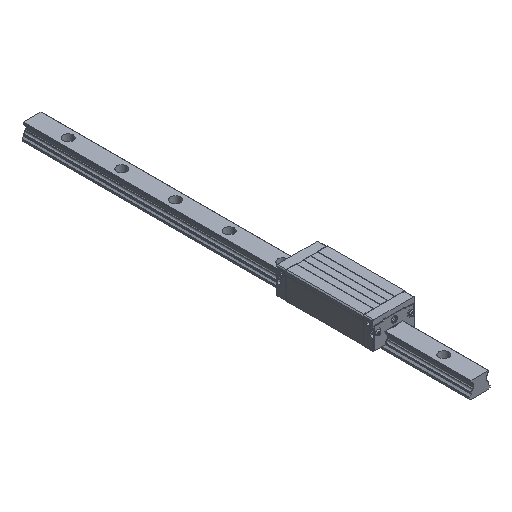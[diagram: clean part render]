
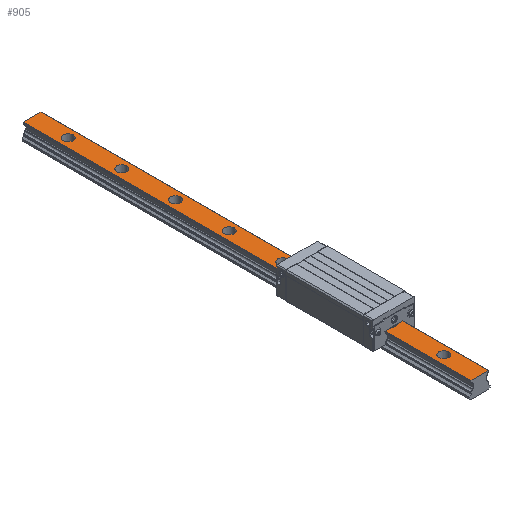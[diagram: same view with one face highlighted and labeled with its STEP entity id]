
A CAD part, isometric view. The second image highlights one B-rep face of the part: STEP entity #905.
In plain terms, the highlighted planar face has unit normal (0, 0, 1).
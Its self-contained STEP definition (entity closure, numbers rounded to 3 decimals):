
#905=ADVANCED_FACE('',(#2496,#2497,#2498,#2499,#2500,#2501,#2502,#2503,#2504),#2505,.T.);
#2496=FACE_BOUND('',#4844,.T.);
#2497=FACE_BOUND('',#4845,.T.);
#2498=FACE_BOUND('',#4846,.T.);
#2499=FACE_BOUND('',#4847,.T.);
#2500=FACE_BOUND('',#4848,.T.);
#2501=FACE_BOUND('',#4849,.T.);
#2502=FACE_BOUND('',#4850,.T.);
#2503=FACE_BOUND('',#4851,.T.);
#2504=FACE_OUTER_BOUND('',#4852,.T.);
#2505=PLANE('',#4853);
#4844=EDGE_LOOP('',(#7460,#7461));
#4845=EDGE_LOOP('',(#7462,#7463));
#4846=EDGE_LOOP('',(#7464,#7465));
#4847=EDGE_LOOP('',(#7466,#7467));
#4848=EDGE_LOOP('',(#7468,#7469));
#4849=EDGE_LOOP('',(#7470,#7471));
#4850=EDGE_LOOP('',(#7472,#7473));
#4851=EDGE_LOOP('',(#7474,#7475));
#4852=EDGE_LOOP('',(#7476,#7477,#7478,#7479));
#4853=AXIS2_PLACEMENT_3D('',#7480,#7481,#7482);
#7460=ORIENTED_EDGE('',*,*,#13743,.T.);
#7461=ORIENTED_EDGE('',*,*,#13729,.T.);
#7462=ORIENTED_EDGE('',*,*,#13750,.T.);
#7463=ORIENTED_EDGE('',*,*,#13719,.T.);
#7464=ORIENTED_EDGE('',*,*,#13757,.T.);
#7465=ORIENTED_EDGE('',*,*,#13709,.T.);
#7466=ORIENTED_EDGE('',*,*,#13764,.T.);
#7467=ORIENTED_EDGE('',*,*,#13699,.T.);
#7468=ORIENTED_EDGE('',*,*,#13771,.T.);
#7469=ORIENTED_EDGE('',*,*,#13689,.T.);
#7470=ORIENTED_EDGE('',*,*,#13778,.T.);
#7471=ORIENTED_EDGE('',*,*,#13679,.T.);
#7472=ORIENTED_EDGE('',*,*,#13785,.T.);
#7473=ORIENTED_EDGE('',*,*,#13669,.T.);
#7474=ORIENTED_EDGE('',*,*,#13792,.T.);
#7475=ORIENTED_EDGE('',*,*,#13659,.T.);
#7476=ORIENTED_EDGE('',*,*,#13874,.T.);
#7477=ORIENTED_EDGE('',*,*,#13875,.F.);
#7478=ORIENTED_EDGE('',*,*,#13876,.F.);
#7479=ORIENTED_EDGE('',*,*,#13871,.T.);
#7480=CARTESIAN_POINT('',(0.0,0.,18.7));
#7481=DIRECTION('',(-0.0,0.,1.0));
#7482=DIRECTION('',(1.0,0.0,0.0));
#13659=EDGE_CURVE('',#16280,#16277,#16281,.T.);
#13669=EDGE_CURVE('',#16298,#16295,#16299,.T.);
#13679=EDGE_CURVE('',#16316,#16313,#16317,.T.);
#13689=EDGE_CURVE('',#16334,#16331,#16335,.T.);
#13699=EDGE_CURVE('',#16352,#16349,#16353,.T.);
#13709=EDGE_CURVE('',#16370,#16367,#16371,.T.);
#13719=EDGE_CURVE('',#16388,#16385,#16389,.T.);
#13729=EDGE_CURVE('',#16406,#16403,#16407,.T.);
#13743=EDGE_CURVE('',#16403,#16406,#16426,.T.);
#13750=EDGE_CURVE('',#16385,#16388,#16433,.T.);
#13757=EDGE_CURVE('',#16367,#16370,#16440,.T.);
#13764=EDGE_CURVE('',#16349,#16352,#16447,.T.);
#13771=EDGE_CURVE('',#16331,#16334,#16454,.T.);
#13778=EDGE_CURVE('',#16313,#16316,#16461,.T.);
#13785=EDGE_CURVE('',#16295,#16298,#16468,.T.);
#13792=EDGE_CURVE('',#16277,#16280,#16475,.T.);
#13871=EDGE_CURVE('',#16593,#16591,#16594,.T.);
#13874=EDGE_CURVE('',#16591,#16597,#16598,.T.);
#13875=EDGE_CURVE('',#16599,#16597,#16600,.T.);
#13876=EDGE_CURVE('',#16593,#16599,#16601,.T.);
#16277=VERTEX_POINT('',#20108);
#16280=VERTEX_POINT('',#20112);
#16281=CIRCLE('',#20113,5.5);
#16295=VERTEX_POINT('',#20130);
#16298=VERTEX_POINT('',#20134);
#16299=CIRCLE('',#20135,5.5);
#16313=VERTEX_POINT('',#20152);
#16316=VERTEX_POINT('',#20156);
#16317=CIRCLE('',#20157,5.5);
#16331=VERTEX_POINT('',#20174);
#16334=VERTEX_POINT('',#20178);
#16335=CIRCLE('',#20179,5.5);
#16349=VERTEX_POINT('',#20196);
#16352=VERTEX_POINT('',#20200);
#16353=CIRCLE('',#20201,5.5);
#16367=VERTEX_POINT('',#20218);
#16370=VERTEX_POINT('',#20222);
#16371=CIRCLE('',#20223,5.5);
#16385=VERTEX_POINT('',#20240);
#16388=VERTEX_POINT('',#20244);
#16389=CIRCLE('',#20245,5.5);
#16403=VERTEX_POINT('',#20262);
#16406=VERTEX_POINT('',#20266);
#16407=CIRCLE('',#20267,5.5);
#16426=CIRCLE('',#20289,5.5);
#16433=CIRCLE('',#20296,5.5);
#16440=CIRCLE('',#20303,5.5);
#16447=CIRCLE('',#20310,5.5);
#16454=CIRCLE('',#20317,5.5);
#16461=CIRCLE('',#20324,5.5);
#16468=CIRCLE('',#20331,5.5);
#16475=CIRCLE('',#20338,5.5);
#16591=VERTEX_POINT('',#20489);
#16593=VERTEX_POINT('',#20492);
#16594=LINE('',#20493,#20494);
#16597=VERTEX_POINT('',#20498);
#16598=LINE('',#20499,#20500);
#16599=VERTEX_POINT('',#20501);
#16600=LINE('',#20502,#20503);
#16601=LINE('',#20504,#20505);
#20108=CARTESIAN_POINT('',(5.5,40.0,18.7));
#20112=CARTESIAN_POINT('',(-5.5,40.0,18.7));
#20113=AXIS2_PLACEMENT_3D('',#25493,#25494,#25495);
#20130=CARTESIAN_POINT('',(5.5,100.0,18.7));
#20134=CARTESIAN_POINT('',(-5.5,100.0,18.7));
#20135=AXIS2_PLACEMENT_3D('',#25509,#25510,#25511);
#20152=CARTESIAN_POINT('',(5.5,160.0,18.7));
#20156=CARTESIAN_POINT('',(-5.5,160.0,18.7));
#20157=AXIS2_PLACEMENT_3D('',#25525,#25526,#25527);
#20174=CARTESIAN_POINT('',(5.5,220.0,18.7));
#20178=CARTESIAN_POINT('',(-5.5,220.0,18.7));
#20179=AXIS2_PLACEMENT_3D('',#25541,#25542,#25543);
#20196=CARTESIAN_POINT('',(5.5,280.0,18.7));
#20200=CARTESIAN_POINT('',(-5.5,280.0,18.7));
#20201=AXIS2_PLACEMENT_3D('',#25557,#25558,#25559);
#20218=CARTESIAN_POINT('',(5.5,340.0,18.7));
#20222=CARTESIAN_POINT('',(-5.5,340.0,18.7));
#20223=AXIS2_PLACEMENT_3D('',#25573,#25574,#25575);
#20240=CARTESIAN_POINT('',(5.5,400.0,18.7));
#20244=CARTESIAN_POINT('',(-5.5,400.0,18.7));
#20245=AXIS2_PLACEMENT_3D('',#25589,#25590,#25591);
#20262=CARTESIAN_POINT('',(5.5,460.0,18.7));
#20266=CARTESIAN_POINT('',(-5.5,460.0,18.7));
#20267=AXIS2_PLACEMENT_3D('',#25605,#25606,#25607);
#20289=AXIS2_PLACEMENT_3D('',#25629,#25630,#25631);
#20296=AXIS2_PLACEMENT_3D('',#25641,#25642,#25643);
#20303=AXIS2_PLACEMENT_3D('',#25653,#25654,#25655);
#20310=AXIS2_PLACEMENT_3D('',#25665,#25666,#25667);
#20317=AXIS2_PLACEMENT_3D('',#25677,#25678,#25679);
#20324=AXIS2_PLACEMENT_3D('',#25689,#25690,#25691);
#20331=AXIS2_PLACEMENT_3D('',#25701,#25702,#25703);
#20338=AXIS2_PLACEMENT_3D('',#25713,#25714,#25715);
#20489=CARTESIAN_POINT('',(9.75,500.0,18.7));
#20492=CARTESIAN_POINT('',(9.75,0.,18.7));
#20493=CARTESIAN_POINT('',(9.75,0.,18.7));
#20494=VECTOR('',#25818,1.0);
#20498=CARTESIAN_POINT('',(-9.75,500.0,18.7));
#20499=CARTESIAN_POINT('',(9.75,500.0,18.7));
#20500=VECTOR('',#25820,1.0);
#20501=CARTESIAN_POINT('',(-9.75,0.,18.7));
#20502=CARTESIAN_POINT('',(-9.75,0.,18.7));
#20503=VECTOR('',#25821,1.0);
#20504=CARTESIAN_POINT('',(9.75,0.,18.7));
#20505=VECTOR('',#25822,1.0);
#25493=CARTESIAN_POINT('',(0.0,40.0,18.7));
#25494=DIRECTION('',(0.0,0.,-1.0));
#25495=DIRECTION('',(1.0,0.0,0.0));
#25509=CARTESIAN_POINT('',(0.0,100.0,18.7));
#25510=DIRECTION('',(0.0,0.,-1.0));
#25511=DIRECTION('',(1.0,0.0,0.0));
#25525=CARTESIAN_POINT('',(0.0,160.0,18.7));
#25526=DIRECTION('',(0.0,0.,-1.0));
#25527=DIRECTION('',(1.0,0.0,0.0));
#25541=CARTESIAN_POINT('',(0.0,220.0,18.7));
#25542=DIRECTION('',(0.0,0.,-1.0));
#25543=DIRECTION('',(1.0,0.0,0.0));
#25557=CARTESIAN_POINT('',(0.0,280.0,18.7));
#25558=DIRECTION('',(0.0,0.,-1.0));
#25559=DIRECTION('',(1.0,0.0,0.0));
#25573=CARTESIAN_POINT('',(0.0,340.0,18.7));
#25574=DIRECTION('',(0.0,0.,-1.0));
#25575=DIRECTION('',(1.0,0.0,0.0));
#25589=CARTESIAN_POINT('',(0.0,400.0,18.7));
#25590=DIRECTION('',(0.0,0.,-1.0));
#25591=DIRECTION('',(1.0,0.0,0.0));
#25605=CARTESIAN_POINT('',(0.0,460.0,18.7));
#25606=DIRECTION('',(0.0,0.,-1.0));
#25607=DIRECTION('',(1.0,0.0,0.0));
#25629=CARTESIAN_POINT('',(0.0,460.0,18.7));
#25630=DIRECTION('',(0.0,0.,-1.0));
#25631=DIRECTION('',(1.0,0.0,0.0));
#25641=CARTESIAN_POINT('',(0.0,400.0,18.7));
#25642=DIRECTION('',(0.0,0.,-1.0));
#25643=DIRECTION('',(1.0,0.0,0.0));
#25653=CARTESIAN_POINT('',(0.0,340.0,18.7));
#25654=DIRECTION('',(0.0,0.,-1.0));
#25655=DIRECTION('',(1.0,0.0,0.0));
#25665=CARTESIAN_POINT('',(0.0,280.0,18.7));
#25666=DIRECTION('',(0.0,0.,-1.0));
#25667=DIRECTION('',(1.0,0.0,0.0));
#25677=CARTESIAN_POINT('',(0.0,220.0,18.7));
#25678=DIRECTION('',(0.0,0.,-1.0));
#25679=DIRECTION('',(1.0,0.0,0.0));
#25689=CARTESIAN_POINT('',(0.0,160.0,18.7));
#25690=DIRECTION('',(0.0,0.,-1.0));
#25691=DIRECTION('',(1.0,0.0,0.0));
#25701=CARTESIAN_POINT('',(0.0,100.0,18.7));
#25702=DIRECTION('',(0.0,0.,-1.0));
#25703=DIRECTION('',(1.0,0.0,0.0));
#25713=CARTESIAN_POINT('',(0.0,40.0,18.7));
#25714=DIRECTION('',(0.0,0.,-1.0));
#25715=DIRECTION('',(1.0,0.0,0.0));
#25818=DIRECTION('',(0.0,1.0,0.));
#25820=DIRECTION('',(-1.0,0.0,0.0));
#25821=DIRECTION('',(0.0,1.0,0.));
#25822=DIRECTION('',(-1.0,0.0,0.0));
